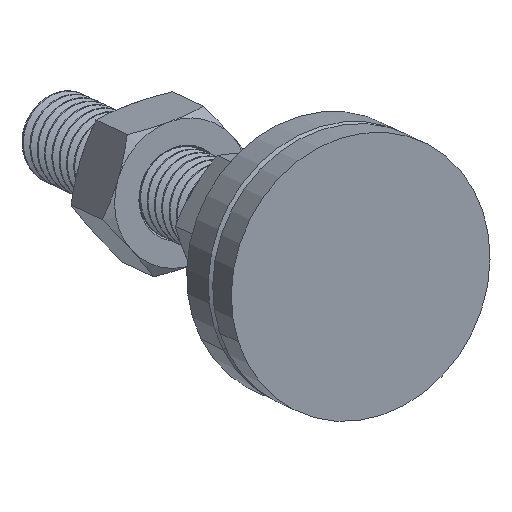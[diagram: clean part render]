
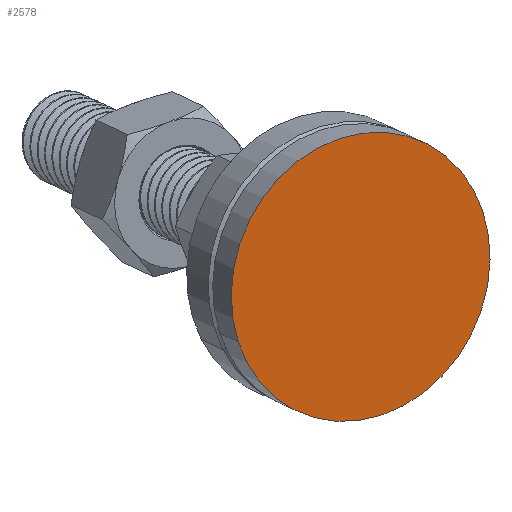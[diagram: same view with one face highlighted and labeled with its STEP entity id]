
A CAD part, left-side view. The second image highlights one B-rep face of the part: STEP entity #2578.
In plain terms, the highlighted face is planar.
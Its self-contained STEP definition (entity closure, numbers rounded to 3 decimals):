
#539=PLANE('',#2761);
#757=CIRCLE('',#2756,12.5);
#759=CIRCLE('',#2760,12.5);
#1141=VERTEX_POINT('',#8029);
#1142=VERTEX_POINT('',#8031);
#1512=EDGE_CURVE('',#1142,#1141,#757,.T.);
#1515=EDGE_CURVE('',#1141,#1142,#759,.T.);
#2133=ORIENTED_EDGE('',*,*,#1512,.T.);
#2134=ORIENTED_EDGE('',*,*,#1515,.T.);
#2312=EDGE_LOOP('',(#2133,#2134));
#2447=FACE_BOUND('',#2312,.T.);
#2578=ADVANCED_FACE('',(#2447),#539,.T.);
#2756=AXIS2_PLACEMENT_3D('',#8030,#8493,#8494);
#2760=AXIS2_PLACEMENT_3D('',#8036,#8501,#8502);
#2761=AXIS2_PLACEMENT_3D('',#8037,#8503,$);
#8029=CARTESIAN_POINT('',(0.,0.,12.5));
#8030=CARTESIAN_POINT('',(0.,0.,0.));
#8031=CARTESIAN_POINT('',(0.,0.,-12.5));
#8036=CARTESIAN_POINT('',(0.,0.,0.));
#8037=CARTESIAN_POINT('',(0.,0.,0.));
#8493=DIRECTION('',(0.,-1.,0.));
#8494=DIRECTION('',(0.,0.,-12.5));
#8501=DIRECTION('',(0.,-1.,0.));
#8502=DIRECTION('',(0.,0.,-12.5));
#8503=DIRECTION('',(0.,-1.,0.));
